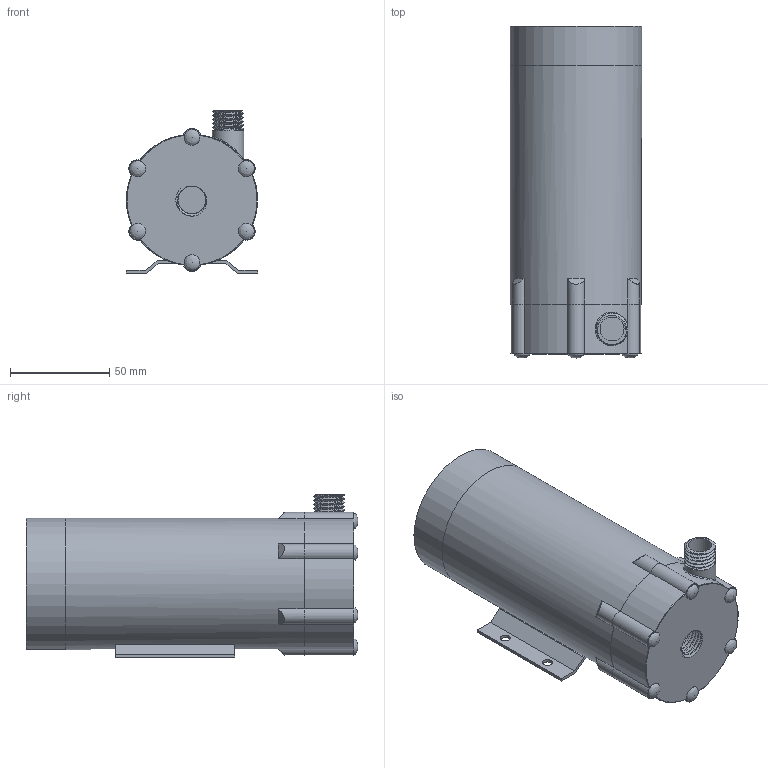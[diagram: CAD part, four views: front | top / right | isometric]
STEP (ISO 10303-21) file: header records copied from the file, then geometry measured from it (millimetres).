
FILE_DESCRIPTION(/* description */ (''),/* implementation_level */ '2;1');
FILE_NAME(/* name */ 'Haarvest Pump.step',/* time_stamp */ '2020-10-28T15:36:34+11:00',/* author */ (''),/* organization */ (''),/* preprocessor_version */ 'ST-DEVELOPER v18.1',/* originating_system */ 'Autodesk Translation Framework v9.3.0.1241',/* authorisation */ '');
FILE_SCHEMA (('AUTOMOTIVE_DESIGN { 1 0 10303 214 3 1 1 }'));
Length unit declared in the file: millimetre
Products named in the file (1): Haarvest Pump
Bounding box: 66 x 167 x 82 mm (x, y, z)
Volume: 568449.9 mm3; surface area: 67648.5 mm2
Topology: 9 solids, 9 shells, 141 faces, 344 edges, 225 vertices
Faces by surface type: cylinder 66, plane 46, torus 12, bspline 11, cone 6
Full cylindrical faces by diameter (mm): 4 x12, 5 x4, 12 x1, 13.534 x4, 14.023 x6, 15.822 x5, 16.25 x7, 66 x2
Entity records: 8308 total; most frequent: CARTESIAN_POINT 5027, ORIENTED_EDGE 676, DIRECTION 636, EDGE_CURVE 338, AXIS2_PLACEMENT_3D 261, VERTEX_POINT 225, EDGE_LOOP 171, FACE_OUTER_BOUND 141
